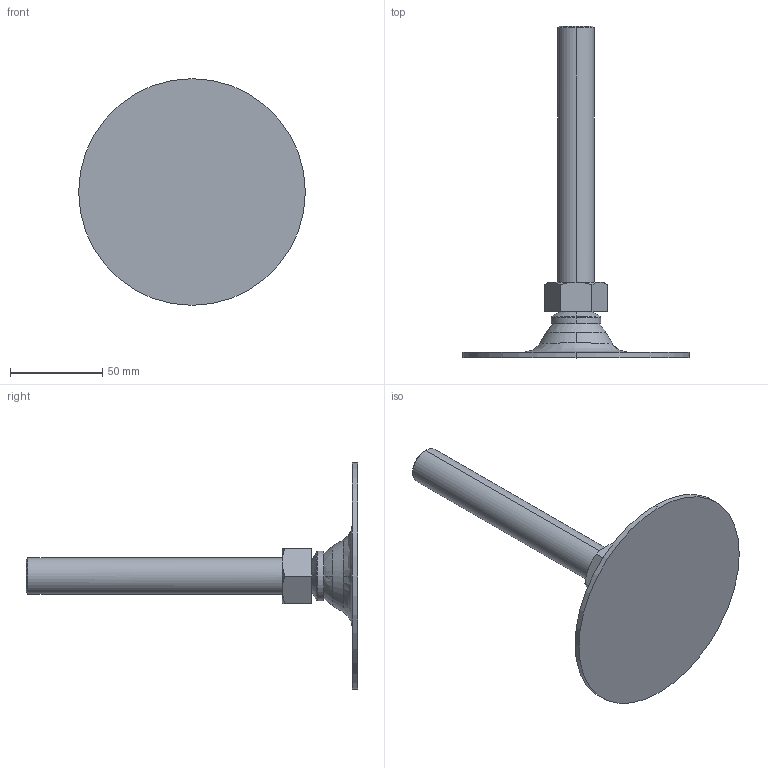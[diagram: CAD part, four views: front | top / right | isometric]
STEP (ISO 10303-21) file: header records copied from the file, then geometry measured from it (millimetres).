
FILE_DESCRIPTION (( 'STEP AP214' ), '1' );
FILE_NAME ('Rexnord-R0349 -68165N.STEP', '2023-08-01T08:03:02', ( '' ), ( '' ), 'SwSTEP 2.0', 'SolidWorks 2022', '' );
FILE_SCHEMA (( 'AUTOMOTIVE_DESIGN' ));
Length unit declared in the file: millimetre
Products named in the file (3): Rexnord-R0349 -68165N_M20; Rexnord-R0349 -68165N; Rexnord-R0349 -68165N_R0349
Assembly tree (2 placements, depth 2):
  Rexnord-R0349 -68165N
    Rexnord-R0349 -68165N_R0349
    Rexnord-R0349 -68165N_M20
Bounding box: 123 x 180 x 123 mm (x, y, z)
Volume: 112752.2 mm3; surface area: 39798.1 mm2
Topology: 2 solids, 2 shells, 47 faces, 108 edges, 68 vertices
Faces by surface type: plane 19, cone 14, cylinder 8, bspline 6
Entity records: 2105 total; most frequent: CARTESIAN_POINT 480, DIRECTION 232, ORIENTED_EDGE 212, EDGE_CURVE 106, AXIS2_PLACEMENT_3D 98, VERTEX_POINT 68, EDGE_LOOP 54, CIRCLE 52
